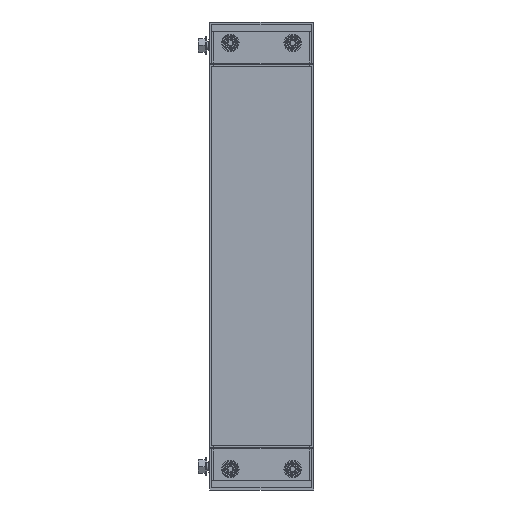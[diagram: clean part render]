
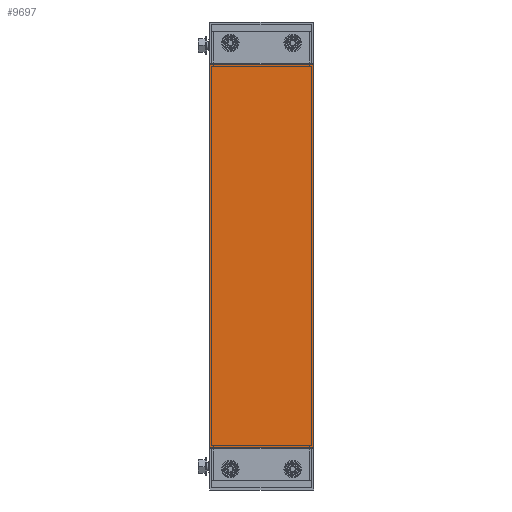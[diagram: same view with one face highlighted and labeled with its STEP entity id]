
A CAD part, left-side view. The second image highlights one B-rep face of the part: STEP entity #9697.
In plain terms, the highlighted planar face has unit normal (-1, 0, 0).
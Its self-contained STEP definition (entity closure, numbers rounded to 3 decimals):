
#82 = LINE ( 'NONE', #8418, #356 ) ;
#356 = VECTOR ( 'NONE', #1705, 1000. ) ;
#554 = EDGE_CURVE ( 'NONE', #5324, #3731, #82, .T. ) ;
#612 = LINE ( 'NONE', #4483, #2407 ) ;
#1146 = EDGE_CURVE ( 'NONE', #3731, #7894, #2491, .T. ) ;
#1184 = DIRECTION ( 'NONE',  ( -1., 0., 0. ) ) ;
#1705 = DIRECTION ( 'NONE',  ( 0., 0., -1. ) ) ;
#1973 = DIRECTION ( 'NONE',  ( 0., 1., 0. ) ) ;
#1997 = DIRECTION ( 'NONE',  ( 0., 0., 1. ) ) ;
#2019 = CARTESIAN_POINT ( 'NONE',  ( 0., -100., 65.4 ) ) ;
#2021 = ORIENTED_EDGE ( 'NONE', *, *, #554, .T. ) ;
#2295 = VERTEX_POINT ( 'NONE', #7165 ) ;
#2387 = DIRECTION ( 'NONE',  ( 0., -1., 0. ) ) ;
#2407 = VECTOR ( 'NONE', #1997, 1000. ) ;
#2491 = LINE ( 'NONE', #7163, #9876 ) ;
#3389 = EDGE_CURVE ( 'NONE', #2295, #5324, #3632, .T. ) ;
#3470 = CARTESIAN_POINT ( 'NONE',  ( 0., 0., 0. ) ) ;
#3632 = LINE ( 'NONE', #4271, #7306 ) ;
#3731 = VERTEX_POINT ( 'NONE', #7167 ) ;
#4009 = AXIS2_PLACEMENT_3D ( 'NONE', #3470, #1184, #7916 ) ;
#4271 = CARTESIAN_POINT ( 'NONE',  ( 0., 0., 434.6 ) ) ;
#4483 = CARTESIAN_POINT ( 'NONE',  ( 0., -100., 65.4 ) ) ;
#4914 = FACE_OUTER_BOUND ( 'NONE', #9220, .T. ) ;
#5324 = VERTEX_POINT ( 'NONE', #9303 ) ;
#6411 = ORIENTED_EDGE ( 'NONE', *, *, #1146, .T. ) ;
#7163 = CARTESIAN_POINT ( 'NONE',  ( 0., 0., 65.4 ) ) ;
#7165 = CARTESIAN_POINT ( 'NONE',  ( 0., -100., 434.6 ) ) ;
#7167 = CARTESIAN_POINT ( 'NONE',  ( 0., 0., 65.4 ) ) ;
#7306 = VECTOR ( 'NONE', #1973, 1000. ) ;
#7894 = VERTEX_POINT ( 'NONE', #2019 ) ;
#7916 = DIRECTION ( 'NONE',  ( 0., 0., 1. ) ) ;
#8060 = PLANE ( 'NONE',  #4009 ) ;
#8418 = CARTESIAN_POINT ( 'NONE',  ( 0., 0., 65.4 ) ) ;
#9220 = EDGE_LOOP ( 'NONE', ( #6411, #9578, #9884, #2021 ) ) ;
#9303 = CARTESIAN_POINT ( 'NONE',  ( 0., 0., 434.6 ) ) ;
#9578 = ORIENTED_EDGE ( 'NONE', *, *, #9751, .T. ) ;
#9697 = ADVANCED_FACE ( 'NONE', ( #4914 ), #8060, .T. ) ;
#9751 = EDGE_CURVE ( 'NONE', #7894, #2295, #612, .T. ) ;
#9876 = VECTOR ( 'NONE', #2387, 1000. ) ;
#9884 = ORIENTED_EDGE ( 'NONE', *, *, #3389, .T. ) ;
